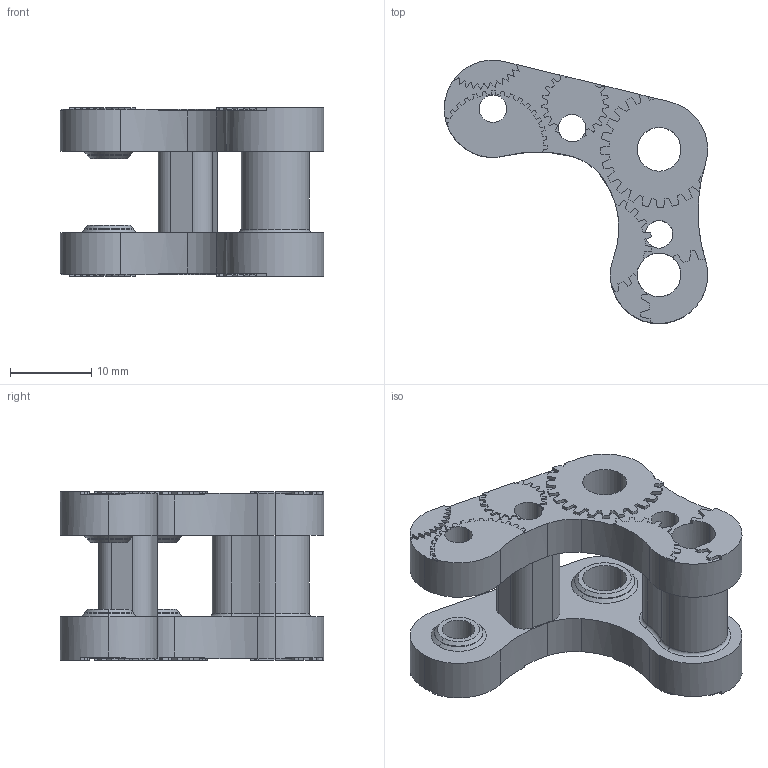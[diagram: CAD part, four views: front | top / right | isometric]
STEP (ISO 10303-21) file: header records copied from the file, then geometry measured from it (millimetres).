
FILE_DESCRIPTION (( 'STEP AP203' ), '1' );
FILE_NAME ('rear idler mount test-v2.STEP', '2024-10-29T21:18:38', ( '' ), ( '' ), 'SwSTEP 2.0', 'SolidWorks 2024', '' );
FILE_SCHEMA (( 'CONFIG_CONTROL_DESIGN' ));
Length unit declared in the file: millimetre
Products named in the file (1): rear idler mount test-v2
Bounding box: 32.5 x 32.49 x 20.81 mm (x, y, z)
Volume: 5208.7 mm3; surface area: 5074.8 mm2
Topology: 2 solids, 2 shells, 674 faces, 1977 edges, 1310 vertices
Faces by surface type: plane 328, cylinder 324, cone 16, torus 6
Entity records: 22712 total; most frequent: DIRECTION 4055, CARTESIAN_POINT 3962, ORIENTED_EDGE 3954, EDGE_CURVE 1977, AXIS2_PLACEMENT_3D 1403, VERTEX_POINT 1310, VECTOR 1249, LINE 1249
